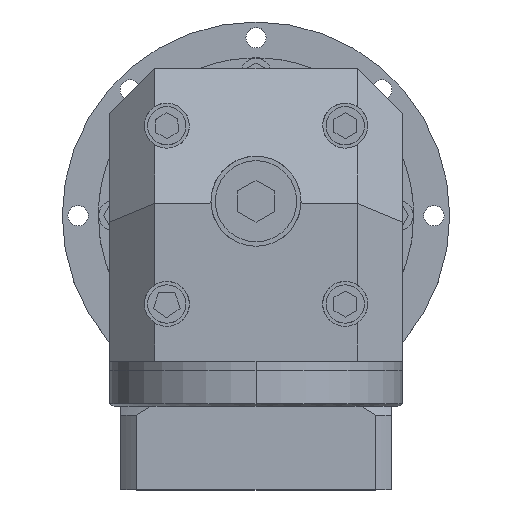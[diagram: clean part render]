
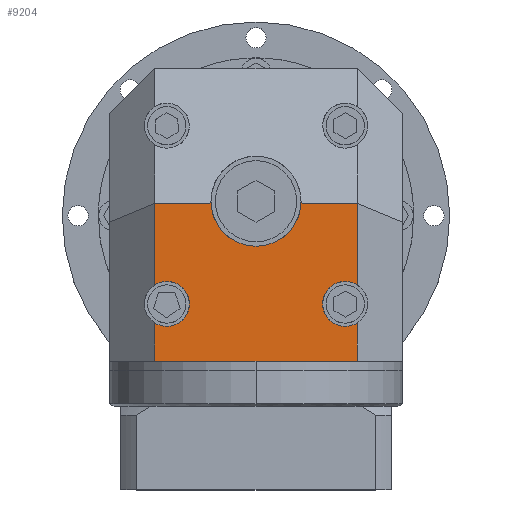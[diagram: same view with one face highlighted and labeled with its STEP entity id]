
A CAD part, top view. The second image highlights one B-rep face of the part: STEP entity #9204.
In plain terms, the highlighted planar face has unit normal (0, 0, 1).
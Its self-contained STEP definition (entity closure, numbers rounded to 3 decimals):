
#3 = EDGE_CURVE ( 'NONE', #7741, #3311, #11584, .T. ) ;
#15 = VERTEX_POINT ( 'NONE', #12622 ) ;
#247 = VERTEX_POINT ( 'NONE', #12505 ) ;
#294 = EDGE_CURVE ( 'NONE', #9721, #15, #4763, .T. ) ;
#338 = CARTESIAN_POINT ( 'NONE',  ( 22.5, -15.591, 65. ) ) ;
#346 = VERTEX_POINT ( 'NONE', #4782 ) ;
#596 = CARTESIAN_POINT ( 'NONE',  ( -22.5, 0., 65. ) ) ;
#862 = EDGE_CURVE ( 'NONE', #247, #6043, #8879, .T. ) ;
#894 = CARTESIAN_POINT ( 'NONE',  ( 14.799, -19.799, 65. ) ) ;
#1057 = CARTESIAN_POINT ( 'NONE',  ( 0., 2.5, 65. ) ) ;
#1098 = VECTOR ( 'NONE', #4661, 1000. ) ;
#1200 = DIRECTION ( 'NONE',  ( 0., 1., 0. ) ) ;
#1225 = VECTOR ( 'NONE', #1200, 1000. ) ;
#1408 = CARTESIAN_POINT ( 'NONE',  ( -32.5, -32.5, 65. ) ) ;
#1491 = CIRCLE ( 'NONE', #5305, 5. ) ;
#1513 = VECTOR ( 'NONE', #10111, 1000. ) ;
#1517 = CARTESIAN_POINT ( 'NONE',  ( 22.5, 0., 65. ) ) ;
#1842 = ORIENTED_EDGE ( 'NONE', *, *, #11605, .T. ) ;
#1978 = EDGE_LOOP ( 'NONE', ( #9048, #13154, #7130, #1842, #5659, #13134, #6159, #10475, #12835, #9392, #6243, #11476, #2236 ) ) ;
#2041 = CARTESIAN_POINT ( 'NONE',  ( 19.799, -19.799, 65. ) ) ;
#2129 = DIRECTION ( 'NONE',  ( 0., 0., 1. ) ) ;
#2236 = ORIENTED_EDGE ( 'NONE', *, *, #5922, .T. ) ;
#2483 = AXIS2_PLACEMENT_3D ( 'NONE', #2893, #9977, #3910 ) ;
#2658 = CARTESIAN_POINT ( 'NONE',  ( -19.799, -19.799, 65. ) ) ;
#2699 = DIRECTION ( 'NONE',  ( 0., 0., 1. ) ) ;
#2737 = CIRCLE ( 'NONE', #9851, 10. ) ;
#2740 = DIRECTION ( 'NONE',  ( -1., 0., 0. ) ) ;
#2893 = CARTESIAN_POINT ( 'NONE',  ( 19.799, -19.799, 65. ) ) ;
#3311 = VERTEX_POINT ( 'NONE', #3955 ) ;
#3320 = DIRECTION ( 'NONE',  ( -1., 0., 0. ) ) ;
#3425 = VERTEX_POINT ( 'NONE', #338 ) ;
#3666 = EDGE_CURVE ( 'NONE', #10682, #5622, #1491, .T. ) ;
#3689 = CARTESIAN_POINT ( 'NONE',  ( -22.5, 0., 65. ) ) ;
#3847 = CARTESIAN_POINT ( 'NONE',  ( -22.5, -15.591, 65. ) ) ;
#3893 = DIRECTION ( 'NONE',  ( -1., 0., 0. ) ) ;
#3908 = LINE ( 'NONE', #4087, #1513 ) ;
#3910 = DIRECTION ( 'NONE',  ( 1., 0., 0. ) ) ;
#3955 = CARTESIAN_POINT ( 'NONE',  ( -22.5, 2.5, 65. ) ) ;
#4087 = CARTESIAN_POINT ( 'NONE',  ( -32.5, -32.5, 65. ) ) ;
#4393 = DIRECTION ( 'NONE',  ( 0., 0., 1. ) ) ;
#4494 = DIRECTION ( 'NONE',  ( 1., 0., 0. ) ) ;
#4661 = DIRECTION ( 'NONE',  ( -1., 0., 0. ) ) ;
#4687 = CARTESIAN_POINT ( 'NONE',  ( 0., 2.5, 65. ) ) ;
#4761 = CARTESIAN_POINT ( 'NONE',  ( 9.987, 2.5, 65. ) ) ;
#4763 = CIRCLE ( 'NONE', #8913, 5. ) ;
#4782 = CARTESIAN_POINT ( 'NONE',  ( 22.5, -32.5, 65. ) ) ;
#4928 = DIRECTION ( 'NONE',  ( 1., 0., 0. ) ) ;
#5201 = EDGE_CURVE ( 'NONE', #7741, #6043, #2737, .T. ) ;
#5305 = AXIS2_PLACEMENT_3D ( 'NONE', #2658, #2699, #2740 ) ;
#5561 = CARTESIAN_POINT ( 'NONE',  ( -22.5, -32.5, 65. ) ) ;
#5622 = VERTEX_POINT ( 'NONE', #6057 ) ;
#5659 = ORIENTED_EDGE ( 'NONE', *, *, #11266, .F. ) ;
#5837 = LINE ( 'NONE', #3689, #10911 ) ;
#5922 = EDGE_CURVE ( 'NONE', #3425, #247, #12347, .T. ) ;
#5923 = DIRECTION ( 'NONE',  ( 0., 0., 1. ) ) ;
#6043 = VERTEX_POINT ( 'NONE', #4761 ) ;
#6057 = CARTESIAN_POINT ( 'NONE',  ( -14.799, -19.799, 65. ) ) ;
#6159 = ORIENTED_EDGE ( 'NONE', *, *, #10167, .T. ) ;
#6243 = ORIENTED_EDGE ( 'NONE', *, *, #294, .F. ) ;
#6408 = CIRCLE ( 'NONE', #9296, 5. ) ;
#6501 = VERTEX_POINT ( 'NONE', #3847 ) ;
#6895 = VECTOR ( 'NONE', #4494, 1000. ) ;
#7130 = ORIENTED_EDGE ( 'NONE', *, *, #3, .T. ) ;
#7233 = CARTESIAN_POINT ( 'NONE',  ( 22.5, 0., 65. ) ) ;
#7268 = VERTEX_POINT ( 'NONE', #8133 ) ;
#7397 = FACE_OUTER_BOUND ( 'NONE', #1978, .T. ) ;
#7487 = VERTEX_POINT ( 'NONE', #5561 ) ;
#7741 = VERTEX_POINT ( 'NONE', #10267 ) ;
#7881 = CARTESIAN_POINT ( 'NONE',  ( 0., 0., 65. ) ) ;
#8133 = CARTESIAN_POINT ( 'NONE',  ( 0., -32.5, 65. ) ) ;
#8160 = CIRCLE ( 'NONE', #2483, 5. ) ;
#8879 = LINE ( 'NONE', #4687, #1098 ) ;
#8891 = VECTOR ( 'NONE', #3320, 1000. ) ;
#8913 = AXIS2_PLACEMENT_3D ( 'NONE', #2041, #2129, #4928 ) ;
#9019 = LINE ( 'NONE', #7233, #1225 ) ;
#9048 = ORIENTED_EDGE ( 'NONE', *, *, #862, .T. ) ;
#9204 = ADVANCED_FACE ( 'NONE', ( #7397 ), #12941, .F. ) ;
#9296 = AXIS2_PLACEMENT_3D ( 'NONE', #11982, #5923, #12990 ) ;
#9392 = ORIENTED_EDGE ( 'NONE', *, *, #9908, .T. ) ;
#9422 = VECTOR ( 'NONE', #10754, 1000. ) ;
#9633 = LINE ( 'NONE', #1408, #6895 ) ;
#9644 = DIRECTION ( 'NONE',  ( 0., 1., 0. ) ) ;
#9682 = VECTOR ( 'NONE', #9644, 1000. ) ;
#9721 = VERTEX_POINT ( 'NONE', #894 ) ;
#9741 = LINE ( 'NONE', #596, #9422 ) ;
#9851 = AXIS2_PLACEMENT_3D ( 'NONE', #10463, #4393, #11465 ) ;
#9908 = EDGE_CURVE ( 'NONE', #346, #15, #9019, .T. ) ;
#9963 = DIRECTION ( 'NONE',  ( 0., 0., -1. ) ) ;
#9977 = DIRECTION ( 'NONE',  ( 0., 0., 1. ) ) ;
#10111 = DIRECTION ( 'NONE',  ( 1., 0., 0. ) ) ;
#10167 = EDGE_CURVE ( 'NONE', #10682, #7487, #5837, .T. ) ;
#10267 = CARTESIAN_POINT ( 'NONE',  ( -9.987, 2.5, 65. ) ) ;
#10463 = CARTESIAN_POINT ( 'NONE',  ( 0., 3., 65. ) ) ;
#10475 = ORIENTED_EDGE ( 'NONE', *, *, #10519, .T. ) ;
#10519 = EDGE_CURVE ( 'NONE', #7487, #7268, #9633, .T. ) ;
#10614 = AXIS2_PLACEMENT_3D ( 'NONE', #7881, #9963, #3893 ) ;
#10682 = VERTEX_POINT ( 'NONE', #11806 ) ;
#10754 = DIRECTION ( 'NONE',  ( 0., -1., 0. ) ) ;
#10764 = EDGE_CURVE ( 'NONE', #3425, #9721, #8160, .T. ) ;
#10779 = DIRECTION ( 'NONE',  ( 0., -1., 0. ) ) ;
#10833 = EDGE_CURVE ( 'NONE', #7268, #346, #3908, .T. ) ;
#10911 = VECTOR ( 'NONE', #10779, 1000. ) ;
#11266 = EDGE_CURVE ( 'NONE', #5622, #6501, #6408, .T. ) ;
#11465 = DIRECTION ( 'NONE',  ( 1., 0., 0. ) ) ;
#11476 = ORIENTED_EDGE ( 'NONE', *, *, #10764, .F. ) ;
#11584 = LINE ( 'NONE', #1057, #8891 ) ;
#11605 = EDGE_CURVE ( 'NONE', #3311, #6501, #9741, .T. ) ;
#11806 = CARTESIAN_POINT ( 'NONE',  ( -22.5, -24.007, 65. ) ) ;
#11982 = CARTESIAN_POINT ( 'NONE',  ( -19.799, -19.799, 65. ) ) ;
#12347 = LINE ( 'NONE', #1517, #9682 ) ;
#12505 = CARTESIAN_POINT ( 'NONE',  ( 22.5, 2.5, 65. ) ) ;
#12622 = CARTESIAN_POINT ( 'NONE',  ( 22.5, -24.007, 65. ) ) ;
#12835 = ORIENTED_EDGE ( 'NONE', *, *, #10833, .T. ) ;
#12941 = PLANE ( 'NONE',  #10614 ) ;
#12990 = DIRECTION ( 'NONE',  ( -1., 0., 0. ) ) ;
#13134 = ORIENTED_EDGE ( 'NONE', *, *, #3666, .F. ) ;
#13154 = ORIENTED_EDGE ( 'NONE', *, *, #5201, .F. ) ;
